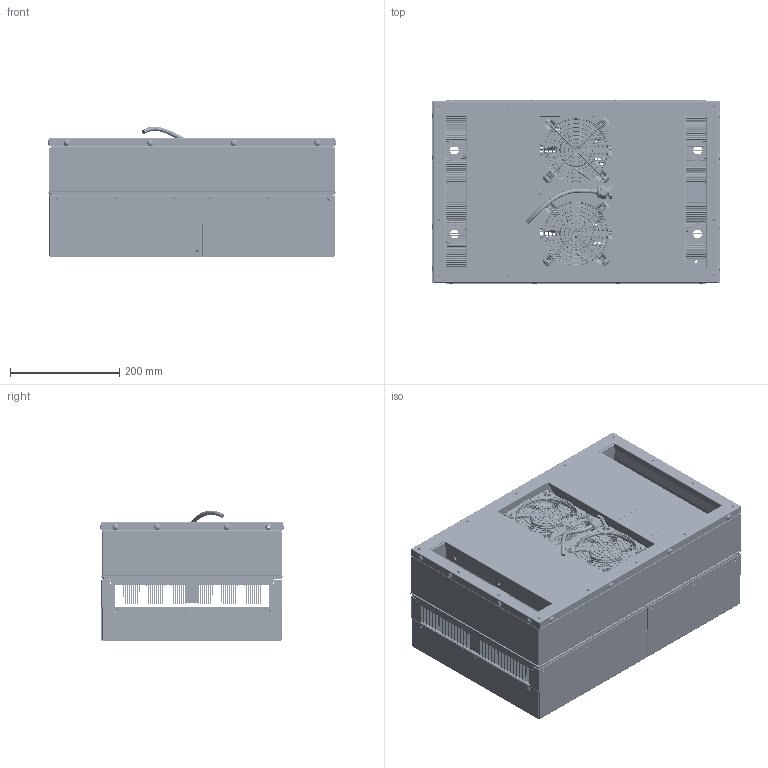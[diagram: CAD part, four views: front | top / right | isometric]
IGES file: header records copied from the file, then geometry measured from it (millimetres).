
Start section: SolidWorks IGES file using analytic representation for surfaces
Global section: file name: FHP-2259.IGS; native system: SolidWorks 2017; preprocessor: SolidWorks 2017; author: Afshin; date: 170629.131624; units: inch
Bounding box: 527.87 x 336.86 x 238.56 mm (x, y, z)
Surface area: 4994589.5 mm2 (no closed solid volume)
Topology: 0 solids, 0 shells, 3498 faces, 53578 edges, 53569 vertices
Faces by surface type: bspline 2116, revolution 1382
